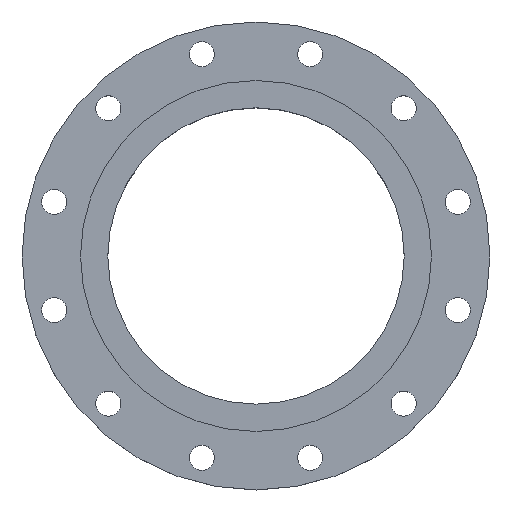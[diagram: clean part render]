
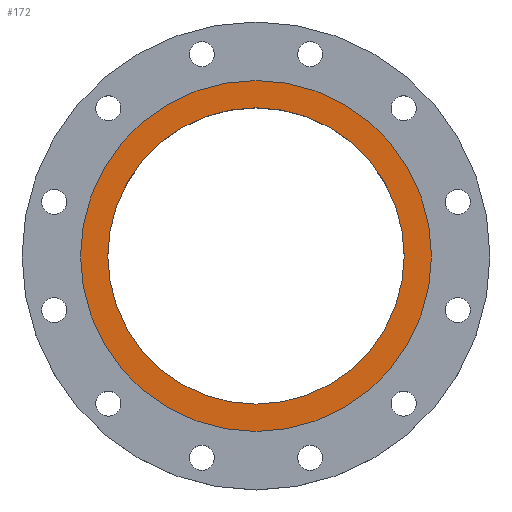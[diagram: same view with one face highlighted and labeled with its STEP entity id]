
A CAD part, top view. The second image highlights one B-rep face of the part: STEP entity #172.
In plain terms, the highlighted planar face has unit normal (0, 0, 1).
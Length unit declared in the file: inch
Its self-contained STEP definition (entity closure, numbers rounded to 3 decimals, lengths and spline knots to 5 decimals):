
#7 = DIRECTION ( 'NONE',  ( 1., 0., 0. ) ) ;
#10 = CARTESIAN_POINT ( 'NONE',  ( -6.65, 0., 0.0625 ) ) ;
#62 = CIRCLE ( 'NONE', #1302, 7.875 ) ;
#86 = CARTESIAN_POINT ( 'NONE',  ( 0., 0., 0.0625 ) ) ;
#104 = DIRECTION ( 'NONE',  ( 0., 0., 1. ) ) ;
#172 = ADVANCED_FACE ( 'NONE', ( #651, #959 ), #631, .T. ) ;
#236 = CARTESIAN_POINT ( 'NONE',  ( 0., 0., 0.0625 ) ) ;
#262 = CIRCLE ( 'NONE', #380, 6.65 ) ;
#335 = EDGE_LOOP ( 'NONE', ( #476, #1130 ) ) ;
#357 = VERTEX_POINT ( 'NONE', #461 ) ;
#380 = AXIS2_PLACEMENT_3D ( 'NONE', #236, #778, #1086 ) ;
#444 = AXIS2_PLACEMENT_3D ( 'NONE', #86, #516, #1382 ) ;
#457 = CARTESIAN_POINT ( 'NONE',  ( 7.875, 0., 0.0625 ) ) ;
#461 = CARTESIAN_POINT ( 'NONE',  ( -7.875, 0., 0.0625 ) ) ;
#476 = ORIENTED_EDGE ( 'NONE', *, *, #1220, .T. ) ;
#498 = EDGE_LOOP ( 'NONE', ( #1246, #806 ) ) ;
#516 = DIRECTION ( 'NONE',  ( 0., 0., 1. ) ) ;
#558 = DIRECTION ( 'NONE',  ( 1., 0., 0. ) ) ;
#571 = CIRCLE ( 'NONE', #779, 6.65 ) ;
#631 = PLANE ( 'NONE',  #1231 ) ;
#651 = FACE_BOUND ( 'NONE', #498, .T. ) ;
#726 = VERTEX_POINT ( 'NONE', #10 ) ;
#778 = DIRECTION ( 'NONE',  ( 0., 0., 1. ) ) ;
#779 = AXIS2_PLACEMENT_3D ( 'NONE', #1050, #104, #834 ) ;
#806 = ORIENTED_EDGE ( 'NONE', *, *, #1210, .F. ) ;
#834 = DIRECTION ( 'NONE',  ( 1., 0., 0. ) ) ;
#884 = DIRECTION ( 'NONE',  ( 0., 0., 1. ) ) ;
#959 = FACE_OUTER_BOUND ( 'NONE', #335, .T. ) ;
#1004 = CIRCLE ( 'NONE', #444, 7.875 ) ;
#1050 = CARTESIAN_POINT ( 'NONE',  ( 0., 0., 0.0625 ) ) ;
#1086 = DIRECTION ( 'NONE',  ( 1., 0., 0. ) ) ;
#1087 = VERTEX_POINT ( 'NONE', #1398 ) ;
#1124 = EDGE_CURVE ( 'NONE', #726, #1087, #571, .T. ) ;
#1130 = ORIENTED_EDGE ( 'NONE', *, *, #1156, .T. ) ;
#1156 = EDGE_CURVE ( 'NONE', #1357, #357, #1004, .T. ) ;
#1210 = EDGE_CURVE ( 'NONE', #1087, #726, #262, .T. ) ;
#1213 = CARTESIAN_POINT ( 'NONE',  ( 0., 0., 0.0625 ) ) ;
#1220 = EDGE_CURVE ( 'NONE', #357, #1357, #62, .T. ) ;
#1231 = AXIS2_PLACEMENT_3D ( 'NONE', #1405, #1286, #7 ) ;
#1246 = ORIENTED_EDGE ( 'NONE', *, *, #1124, .F. ) ;
#1286 = DIRECTION ( 'NONE',  ( 0., 0., 1. ) ) ;
#1302 = AXIS2_PLACEMENT_3D ( 'NONE', #1213, #884, #558 ) ;
#1357 = VERTEX_POINT ( 'NONE', #457 ) ;
#1382 = DIRECTION ( 'NONE',  ( 1., 0., 0. ) ) ;
#1398 = CARTESIAN_POINT ( 'NONE',  ( 6.65, 0., 0.0625 ) ) ;
#1405 = CARTESIAN_POINT ( 'NONE',  ( 0., 0., 0.0625 ) ) ;
